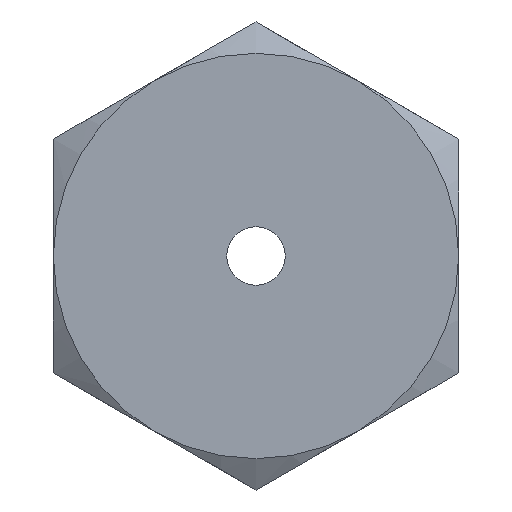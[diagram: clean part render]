
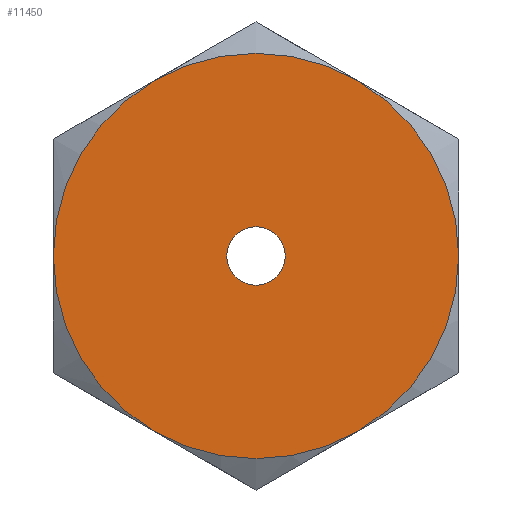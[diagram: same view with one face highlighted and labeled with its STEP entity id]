
A CAD part, left-side view. The second image highlights one B-rep face of the part: STEP entity #11450.
In plain terms, the highlighted planar face has unit normal (-1, 0, 0).
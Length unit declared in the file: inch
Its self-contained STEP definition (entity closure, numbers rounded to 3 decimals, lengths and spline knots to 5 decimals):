
#4821=CARTESIAN_POINT('',(-0.17,0.10925,
-0.18923));
#4836=CARTESIAN_POINT('',(-0.17,0.2185,
0.));
#4865=CARTESIAN_POINT('',(-0.17,0.10925,
0.18923));
#4880=CARTESIAN_POINT('',(-0.17,0.,0.));
#4881=DIRECTION('',(-1.,0.,0.));
#4882=DIRECTION('',(0.,1.,0.));
#4883=AXIS2_PLACEMENT_3D('',#4880,#4881,#4882);
#4885=CARTESIAN_POINT('',(-0.17,0.,0.));
#4886=DIRECTION('',(-1.,0.,0.));
#4887=DIRECTION('',(0.,0.5,0.866));
#4888=AXIS2_PLACEMENT_3D('',#4885,#4886,#4887);
#4890=CARTESIAN_POINT('',(-0.17,0.,0.));
#4891=DIRECTION('',(-1.,0.,0.));
#4892=DIRECTION('',(0.,-0.5,0.866));
#4893=AXIS2_PLACEMENT_3D('',#4890,#4891,#4892);
#4895=CARTESIAN_POINT('',(-0.17,0.,0.));
#4896=DIRECTION('',(-1.,0.,0.));
#4897=DIRECTION('',(0.,-1.,0.));
#4898=AXIS2_PLACEMENT_3D('',#4895,#4896,#4897);
#4900=CARTESIAN_POINT('',(-0.17,0.,0.));
#4901=DIRECTION('',(-1.,0.,0.));
#4902=DIRECTION('',(0.,-0.5,-0.866));
#4903=AXIS2_PLACEMENT_3D('',#4900,#4901,#4902);
#4905=CARTESIAN_POINT('',(-0.17,0.,0.));
#4906=DIRECTION('',(-1.,0.,0.));
#4907=DIRECTION('',(0.,0.5,-0.866));
#4908=AXIS2_PLACEMENT_3D('',#4905,#4906,#4907);
#4910=CARTESIAN_POINT('',(-0.17,0.,0.));
#4911=DIRECTION('',(1.,0.,0.));
#4912=DIRECTION('',(0.,-1.,0.));
#4913=AXIS2_PLACEMENT_3D('',#4910,#4911,#4912);
#4915=CARTESIAN_POINT('',(-0.17,0.,0.));
#4916=DIRECTION('',(1.,0.,0.));
#4917=DIRECTION('',(0.,1.,0.));
#4918=AXIS2_PLACEMENT_3D('',#4915,#4916,#4917);
#4935=CARTESIAN_POINT('',(-0.17,-0.10925,
0.18923));
#4957=CARTESIAN_POINT('',(-0.17,-0.2185,
0.));
#4979=CARTESIAN_POINT('',(-0.17,-0.10925,
-0.18923));
#5221=VERTEX_POINT('',#4821);
#5223=VERTEX_POINT('',#4836);
#5226=VERTEX_POINT('',#4865);
#5228=VERTEX_POINT('',#4935);
#5230=VERTEX_POINT('',#4957);
#5231=VERTEX_POINT('',#4979);
#5238=CARTESIAN_POINT('',(-0.17,-0.0315,0.));
#5239=CARTESIAN_POINT('',(-0.17,0.0315,0.));
#5240=VERTEX_POINT('',#5238);
#5241=VERTEX_POINT('',#5239);
#11431=CARTESIAN_POINT('',(-0.17,0.,0.));
#11432=DIRECTION('',(1.,0.,0.));
#11433=DIRECTION('',(0.,1.,0.));
#11434=AXIS2_PLACEMENT_3D('',#11431,#11432,#11433);
#11435=PLANE('',#11434);
#11436=ORIENTED_EDGE('',*,*,#11329,.F.);
#11437=ORIENTED_EDGE('',*,*,#11399,.F.);
#11438=ORIENTED_EDGE('',*,*,#11412,.F.);
#11439=ORIENTED_EDGE('',*,*,#11426,.F.);
#11440=ORIENTED_EDGE('',*,*,#11356,.F.);
#11441=ORIENTED_EDGE('',*,*,#11340,.F.);
#11442=EDGE_LOOP('',(#11436,#11437,#11438,#11439,#11440,#11441));
#11443=FACE_OUTER_BOUND('',#11442,.F.);
#11445=ORIENTED_EDGE('',*,*,#11444,.F.);
#11447=ORIENTED_EDGE('',*,*,#11446,.F.);
#11448=EDGE_LOOP('',(#11445,#11447));
#11449=FACE_BOUND('',#11448,.F.);
#4884=CIRCLE('',#4883,0.2185);
#4889=CIRCLE('',#4888,0.2185);
#4894=CIRCLE('',#4893,0.2185);
#4899=CIRCLE('',#4898,0.2185);
#4904=CIRCLE('',#4903,0.2185);
#4909=CIRCLE('',#4908,0.2185);
#4914=CIRCLE('',#4913,0.0315);
#4919=CIRCLE('',#4918,0.0315);
#11329=EDGE_CURVE('',#5223,#5221,#4884,.T.);
#11340=EDGE_CURVE('',#5221,#5231,#4909,.T.);
#11356=EDGE_CURVE('',#5231,#5230,#4904,.T.);
#11399=EDGE_CURVE('',#5226,#5223,#4889,.T.);
#11412=EDGE_CURVE('',#5228,#5226,#4894,.T.);
#11426=EDGE_CURVE('',#5230,#5228,#4899,.T.);
#11444=EDGE_CURVE('',#5240,#5241,#4914,.T.);
#11446=EDGE_CURVE('',#5241,#5240,#4919,.T.);
#11450=ADVANCED_FACE('',(#11443,#11449),#11435,.F.);
